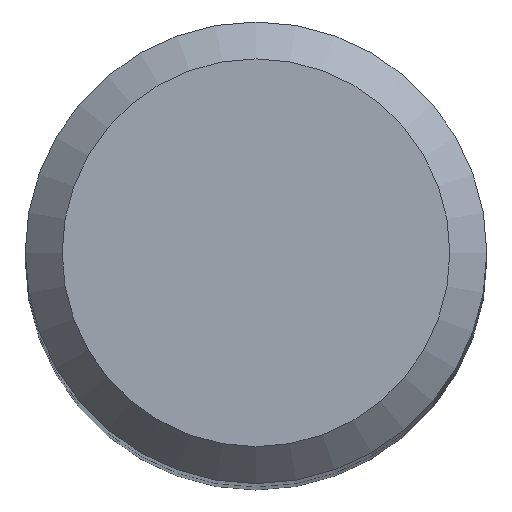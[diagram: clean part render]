
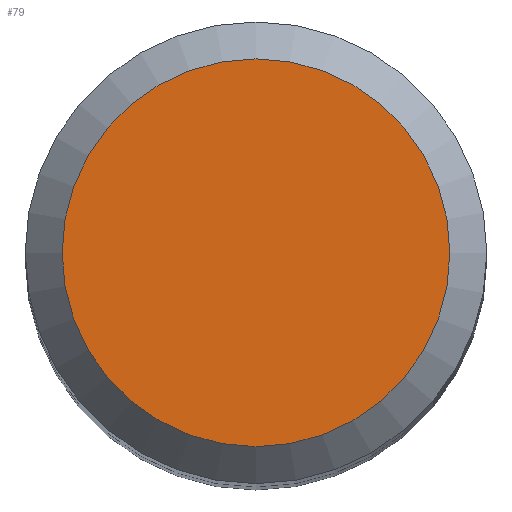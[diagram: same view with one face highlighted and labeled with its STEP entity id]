
A CAD part, top view. The second image highlights one B-rep face of the part: STEP entity #79.
In plain terms, the highlighted planar face has unit normal (0, 0, 1).
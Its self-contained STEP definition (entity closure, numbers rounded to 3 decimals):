
#7 = EDGE_CURVE ( 'NONE', #17, #17, #31, .T. ) ;
#17 = VERTEX_POINT ( 'NONE', #135 ) ;
#31 = CIRCLE ( 'NONE', #39, 5.25 ) ;
#39 = AXIS2_PLACEMENT_3D ( 'NONE', #164, #81, #198 ) ;
#41 = DIRECTION ( 'NONE',  ( 0., 0., -1. ) ) ;
#79 = ADVANCED_FACE ( 'NONE', ( #85 ), #131, .F. ) ;
#81 = DIRECTION ( 'NONE',  ( 0., 0., -1. ) ) ;
#83 = DIRECTION ( 'NONE',  ( 0., 1., 0. ) ) ;
#85 = FACE_OUTER_BOUND ( 'NONE', #175, .T. ) ;
#98 = CARTESIAN_POINT ( 'NONE',  ( 0., 0., 102. ) ) ;
#103 = AXIS2_PLACEMENT_3D ( 'NONE', #98, #41, #83 ) ;
#126 = ORIENTED_EDGE ( 'NONE', *, *, #7, .F. ) ;
#131 = PLANE ( 'NONE',  #103 ) ;
#135 = CARTESIAN_POINT ( 'NONE',  ( 0., 5.25, 102. ) ) ;
#164 = CARTESIAN_POINT ( 'NONE',  ( 0., 0., 102. ) ) ;
#175 = EDGE_LOOP ( 'NONE', ( #126 ) ) ;
#198 = DIRECTION ( 'NONE',  ( 0., 1., 0. ) ) ;
